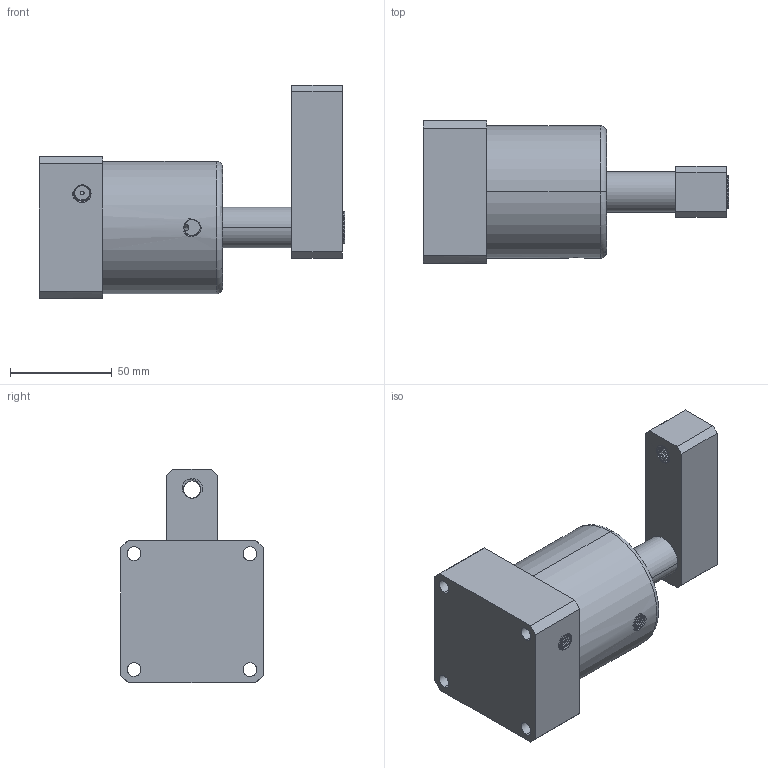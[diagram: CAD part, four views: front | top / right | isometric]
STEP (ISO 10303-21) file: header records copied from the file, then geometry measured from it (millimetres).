
FILE_DESCRIPTION (( 'STEP AP203' ), '1' );
FILE_NAME ('ASC-50S.STEP', '2019-05-16T03:03:06', ( 'User' ), ( 'china' ), 'SwSTEP 2.0', 'SolidWorks 2018', '' );
FILE_SCHEMA (( 'CONFIG_CONTROL_DESIGN' ));
Length unit declared in the file: millimetre
Products named in the file (5): ASC-50BT_1; 50S活塞杆; ASC-50S; ASC-50SYB; M10LC
Assembly tree (4 placements, depth 2):
  ASC-50S
    ASC-50BT_1
    50S活塞杆
    ASC-50SYB
    M10LC
Bounding box: 150 x 70 x 105 mm (x, y, z)
Volume: 342764.4 mm3; surface area: 70815.1 mm2
Topology: 4 solids, 4 shells, 270 faces, 851 edges, 598 vertices
Faces by surface type: cylinder 147, plane 42, bspline 41, cone 34, torus 6
Entity records: 44561 total; most frequent: CARTESIAN_POINT 37570, ORIENTED_EDGE 1698, EDGE_CURVE 849, DIRECTION 823, VERTEX_POINT 598, B_SPLINE_CURVE_WITH_KNOTS 556, EDGE_LOOP 295, AXIS2_PLACEMENT_3D 294
